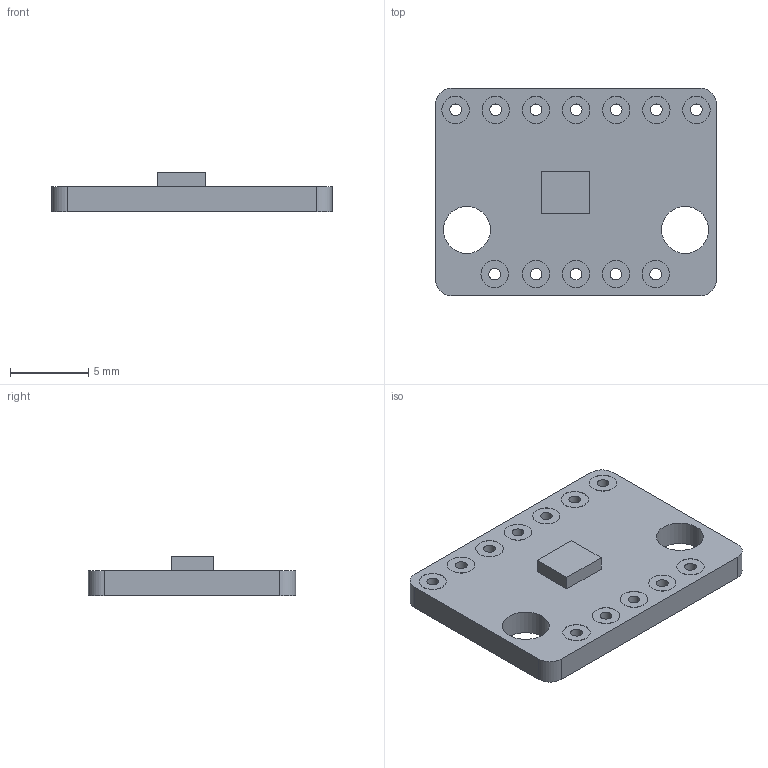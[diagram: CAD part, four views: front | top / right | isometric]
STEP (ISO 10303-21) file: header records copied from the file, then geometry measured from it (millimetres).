
FILE_DESCRIPTION(/* description */ (''),/* implementation_level */ '2;1');
FILE_NAME(/* name */ 'bmi160 v1.step',/* time_stamp */ '2023-05-27T16:27:31-04:00',/* author */ (''),/* organization */ (''),/* preprocessor_version */ 'ST-DEVELOPER v19.2',/* originating_system */ 'Autodesk Translation Framework v12.4.0.73',/* authorisation */ '');
FILE_SCHEMA (('AUTOMOTIVE_DESIGN { 1 0 10303 214 3 1 1 }'));
Length unit declared in the file: millimetre
Products named in the file (1): bmi160
Bounding box: 17.95 x 13.25 x 2.5 mm (x, y, z)
Volume: 355.3 mm3; surface area: 618.4 mm2
Topology: 1 solids, 1 shells, 53 faces, 114 edges, 76 vertices
Faces by surface type: cylinder 30, plane 23
Full cylindrical faces by diameter (mm): 0.75 x12, 1.75 x12, 3 x2
Entity records: 1584 total; most frequent: DIRECTION 282, CARTESIAN_POINT 244, ORIENTED_EDGE 228, EDGE_CURVE 114, AXIS2_PLACEMENT_3D 114, EDGE_LOOP 94, VERTEX_POINT 76, CIRCLE 60
